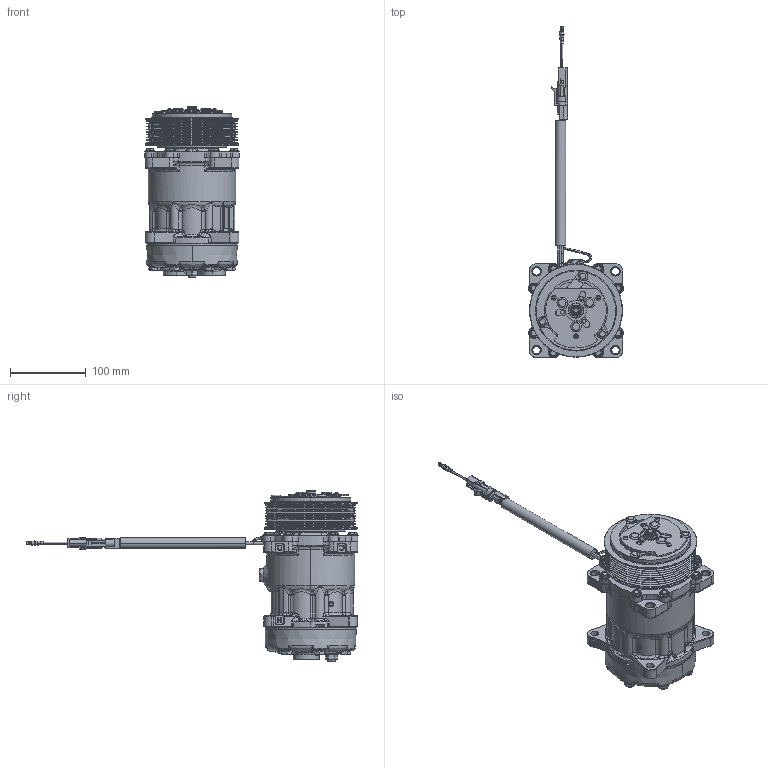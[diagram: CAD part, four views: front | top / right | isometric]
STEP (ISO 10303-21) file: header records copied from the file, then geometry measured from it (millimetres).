
FILE_DESCRIPTION (( 'STEP AP203' ), '1' );
FILE_NAME ('48641111.STEP', '2010-01-07T22:09:44', ( '' ), ( '' ), 'SwSTEP 2.0', 'SolidWorks 2007', '' );
FILE_SCHEMA (( 'CONFIG_CONTROL_DESIGN' ));
Length unit declared in the file: millimetre
Products named in the file (1): 48641111
Bounding box: 125 x 438.33 x 226.74 mm (x, y, z)
Volume: 2192377.3 mm3; surface area: 254104.2 mm2
Topology: 2 solids, 7 shells, 2691 faces, 6732 edges, 4099 vertices
Faces by surface type: bspline 779, plane 705, cylinder 688, cone 373, torus 146
Entity records: 150726 total; most frequent: CARTESIAN_POINT 93751, ORIENTED_EDGE 13340, DIRECTION 9859, EDGE_CURVE 6670, VERTEX_POINT 4092, AXIS2_PLACEMENT_3D 3906, EDGE_LOOP 2870, ADVANCED_FACE 2687
